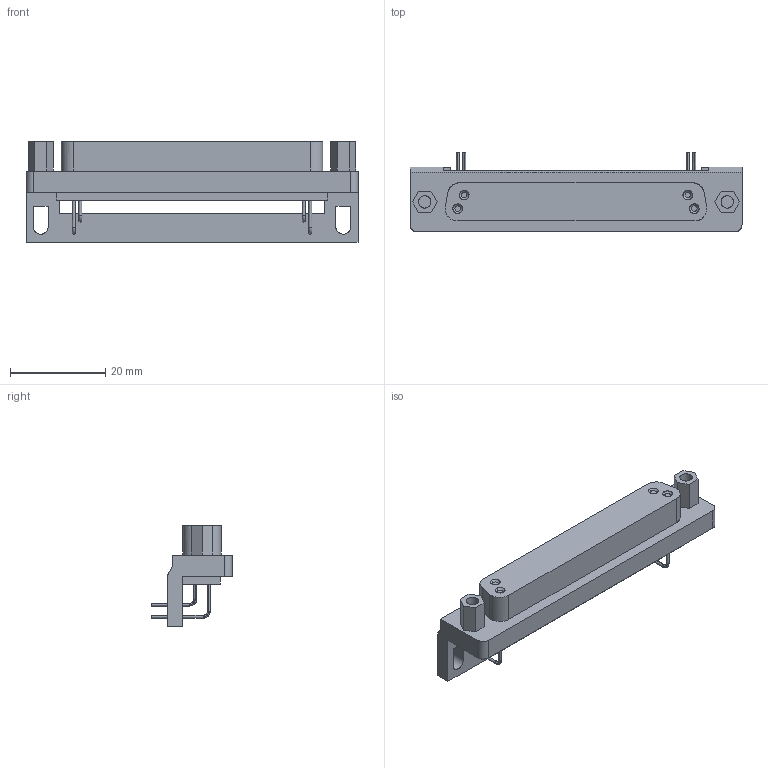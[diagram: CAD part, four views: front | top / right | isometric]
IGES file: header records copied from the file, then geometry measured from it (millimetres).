
Global section: file name: 0966_Dsub-S_female_angled_37-pins_2_54_female_screw_lock.igs; preprocessor: I-DEAS 3D IGES Translator 10; date: 20050822.141932; units: millimetre
Bounding box: 69.7 x 16.8 x 21.2 mm (x, y, z)
Surface area: 5212.2 mm2 (no closed solid volume)
Topology: 0 solids, 0 shells, 117 faces, 614 edges, 614 vertices
Faces by surface type: bspline 117
